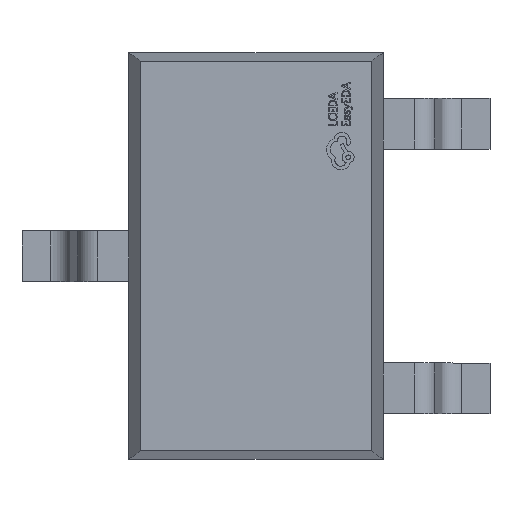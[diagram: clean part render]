
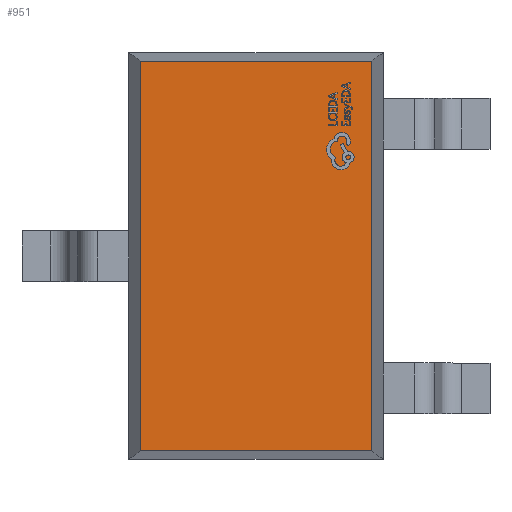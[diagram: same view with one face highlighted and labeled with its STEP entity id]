
A CAD part, top view. The second image highlights one B-rep face of the part: STEP entity #951.
In plain terms, the highlighted planar face has unit normal (0, 0, 1).
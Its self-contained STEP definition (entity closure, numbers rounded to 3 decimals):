
#951 = ADVANCED_FACE('',(#952),#986,.T.);
#952 = FACE_BOUND('',#953,.T.);
#953 = EDGE_LOOP('',(#954,#964,#972,#980));
#954 = ORIENTED_EDGE('',*,*,#955,.T.);
#955 = EDGE_CURVE('',#956,#958,#960,.T.);
#956 = VERTEX_POINT('',#957);
#957 = CARTESIAN_POINT('',(-0.568,-0.957,
    1.05));
#958 = VERTEX_POINT('',#959);
#959 = CARTESIAN_POINT('',(0.568,-0.957,1.05
    ));
#960 = LINE('',#961,#962);
#961 = CARTESIAN_POINT('',(-1.15,-0.957,1.05));
#962 = VECTOR('',#963,1.);
#963 = DIRECTION('',(1.,0.,0.));
#964 = ORIENTED_EDGE('',*,*,#965,.F.);
#965 = EDGE_CURVE('',#966,#958,#968,.T.);
#966 = VERTEX_POINT('',#967);
#967 = CARTESIAN_POINT('',(0.568,0.957,1.05)
  );
#968 = LINE('',#969,#970);
#969 = CARTESIAN_POINT('',(0.568,1.,1.05));
#970 = VECTOR('',#971,1.);
#971 = DIRECTION('',(-0.,-1.,-0.));
#972 = ORIENTED_EDGE('',*,*,#973,.F.);
#973 = EDGE_CURVE('',#974,#966,#976,.T.);
#974 = VERTEX_POINT('',#975);
#975 = CARTESIAN_POINT('',(-0.568,0.957,1.05
    ));
#976 = LINE('',#977,#978);
#977 = CARTESIAN_POINT('',(-1.15,0.957,1.05));
#978 = VECTOR('',#979,1.);
#979 = DIRECTION('',(1.,0.,0.));
#980 = ORIENTED_EDGE('',*,*,#981,.T.);
#981 = EDGE_CURVE('',#974,#956,#982,.T.);
#982 = LINE('',#983,#984);
#983 = CARTESIAN_POINT('',(-0.568,1.,1.05));
#984 = VECTOR('',#985,1.);
#985 = DIRECTION('',(-0.,-1.,-0.));
#986 = PLANE('',#987);
#987 = AXIS2_PLACEMENT_3D('',#988,#989,#990);
#988 = CARTESIAN_POINT('',(0.,0.,1.05));
#989 = DIRECTION('',(0.,0.,1.));
#990 = DIRECTION('',(1.,0.,-0.));
